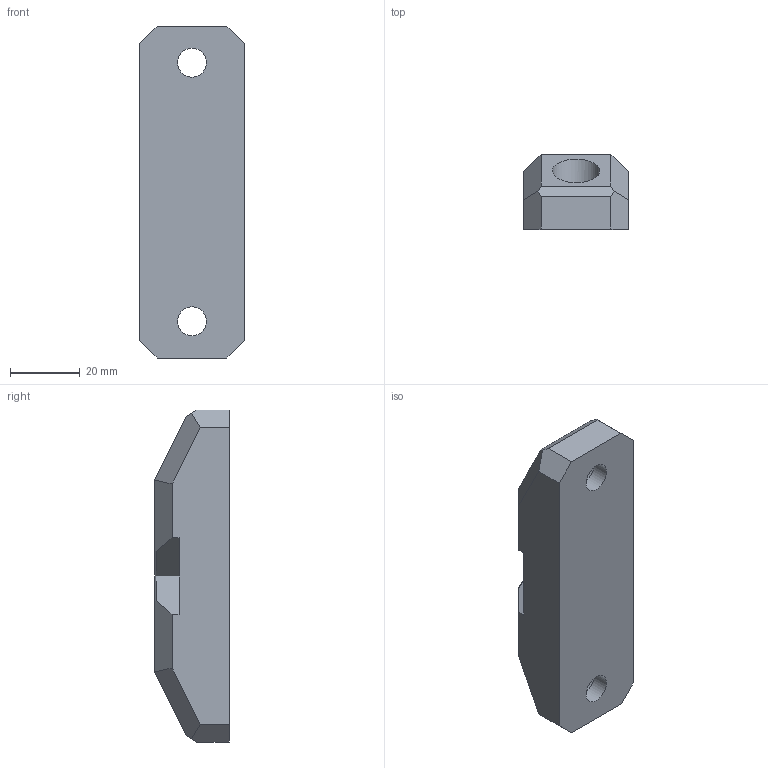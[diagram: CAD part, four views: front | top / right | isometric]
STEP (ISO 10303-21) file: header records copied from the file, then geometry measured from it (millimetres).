
FILE_DESCRIPTION(/* description */ (''),/* implementation_level */ '2;1');
FILE_NAME(/* name */ 'MagnetFrameStraightFor4040-V2.stp',/* time_stamp */ '2024-01-09T11:33:29+01:00',/* author */ ('nilsb'),/* organization */ (''),/* preprocessor_version */ 'ST-DEVELOPER v19.2',/* originating_system */ 'Autodesk Inventor 2023',/* authorisation */ '');
FILE_SCHEMA (('AUTOMOTIVE_DESIGN { 1 0 10303 214 3 1 1 }'));
Length unit declared in the file: millimetre
Products named in the file (1): Magnet Frame straight for 4040
Bounding box: 30 x 21.4 x 95 mm (x, y, z)
Volume: 45654.2 mm3; surface area: 10937.3 mm2
Topology: 1 solids, 1 shells, 50 faces, 116 edges, 74 vertices
Faces by surface type: plane 38, cylinder 8, cone 4
Full cylindrical faces by diameter (mm): 8.3 x2, 10 x4, 13.5 x2
Entity records: 1460 total; most frequent: CARTESIAN_POINT 241, DIRECTION 238, ORIENTED_EDGE 232, EDGE_CURVE 116, LINE 96, VECTOR 96, VERTEX_POINT 74, AXIS2_PLACEMENT_3D 71
